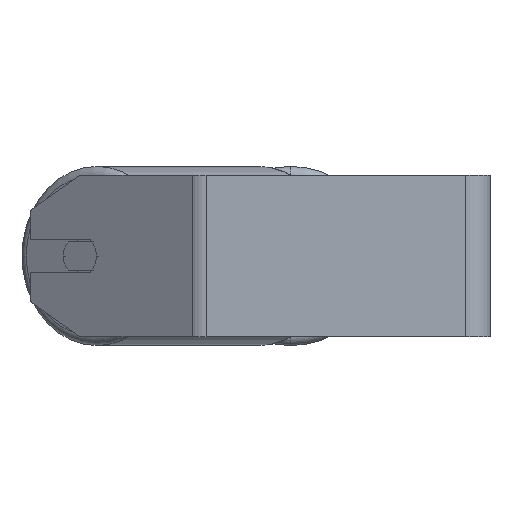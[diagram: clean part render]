
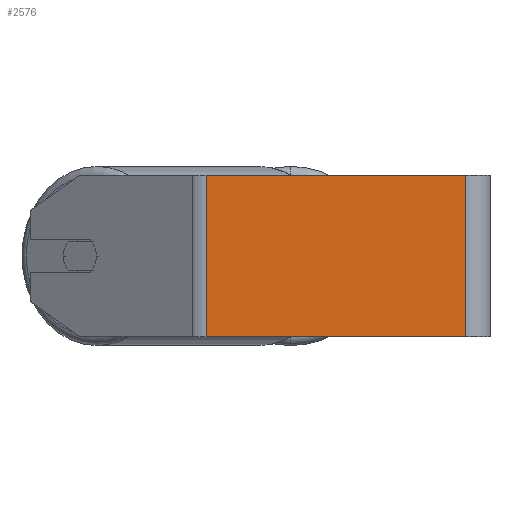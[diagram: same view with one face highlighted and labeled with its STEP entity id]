
A CAD part, left-side view. The second image highlights one B-rep face of the part: STEP entity #2576.
In plain terms, the highlighted planar face has unit normal (-1, 0, 0).
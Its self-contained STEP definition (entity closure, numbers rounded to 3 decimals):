
#6 = VERTEX_POINT ( 'NONE', #2776 ) ;
#189 = EDGE_LOOP ( 'NONE', ( #775, #940, #506, #5999 ) ) ;
#381 = DIRECTION ( 'NONE',  ( 0., 0., -1. ) ) ;
#399 = VECTOR ( 'NONE', #381, 1000. ) ;
#506 = ORIENTED_EDGE ( 'NONE', *, *, #6625, .F. ) ;
#775 = ORIENTED_EDGE ( 'NONE', *, *, #8556, .T. ) ;
#940 = ORIENTED_EDGE ( 'NONE', *, *, #3031, .F. ) ;
#1631 = DIRECTION ( 'NONE',  ( 0., -1., 0. ) ) ;
#1675 = LINE ( 'NONE', #8446, #2883 ) ;
#1718 = DIRECTION ( 'NONE',  ( 1., 0., 0. ) ) ;
#2466 = LINE ( 'NONE', #2957, #399 ) ;
#2576 = ADVANCED_FACE ( 'NONE', ( #4329 ), #5034, .F. ) ;
#2776 = CARTESIAN_POINT ( 'NONE',  ( -285., 12., 40. ) ) ;
#2883 = VECTOR ( 'NONE', #1631, 1000. ) ;
#2957 = CARTESIAN_POINT ( 'NONE',  ( -285., 12., 40. ) ) ;
#3031 = EDGE_CURVE ( 'NONE', #6, #6470, #2466, .T. ) ;
#3671 = CARTESIAN_POINT ( 'NONE',  ( -285., 144.786, 40. ) ) ;
#4265 = VECTOR ( 'NONE', #6556, 1000. ) ;
#4329 = FACE_OUTER_BOUND ( 'NONE', #189, .T. ) ;
#4436 = LINE ( 'NONE', #5178, #4265 ) ;
#4595 = CARTESIAN_POINT ( 'NONE',  ( -285., 141.002, 40. ) ) ;
#5034 = PLANE ( 'NONE',  #6192 ) ;
#5133 = DIRECTION ( 'NONE',  ( 0., 0., -1. ) ) ;
#5178 = CARTESIAN_POINT ( 'NONE',  ( -285., 144.786, 40. ) ) ;
#5351 = CARTESIAN_POINT ( 'NONE',  ( -285., 141.002, -40. ) ) ;
#5507 = EDGE_CURVE ( 'NONE', #5620, #8204, #8542, .T. ) ;
#5620 = VERTEX_POINT ( 'NONE', #8053 ) ;
#5702 = DIRECTION ( 'NONE',  ( 0., 0., -1. ) ) ;
#5999 = ORIENTED_EDGE ( 'NONE', *, *, #5507, .T. ) ;
#6192 = AXIS2_PLACEMENT_3D ( 'NONE', #3671, #1718, #5702 ) ;
#6470 = VERTEX_POINT ( 'NONE', #7385 ) ;
#6505 = VECTOR ( 'NONE', #5133, 1000. ) ;
#6556 = DIRECTION ( 'NONE',  ( 0., -1., 0. ) ) ;
#6625 = EDGE_CURVE ( 'NONE', #5620, #6, #4436, .T. ) ;
#7385 = CARTESIAN_POINT ( 'NONE',  ( -285., 12., -40. ) ) ;
#8053 = CARTESIAN_POINT ( 'NONE',  ( -285., 141.002, 40. ) ) ;
#8204 = VERTEX_POINT ( 'NONE', #5351 ) ;
#8446 = CARTESIAN_POINT ( 'NONE',  ( -285., 144.786, -40. ) ) ;
#8542 = LINE ( 'NONE', #4595, #6505 ) ;
#8556 = EDGE_CURVE ( 'NONE', #8204, #6470, #1675, .T. ) ;
